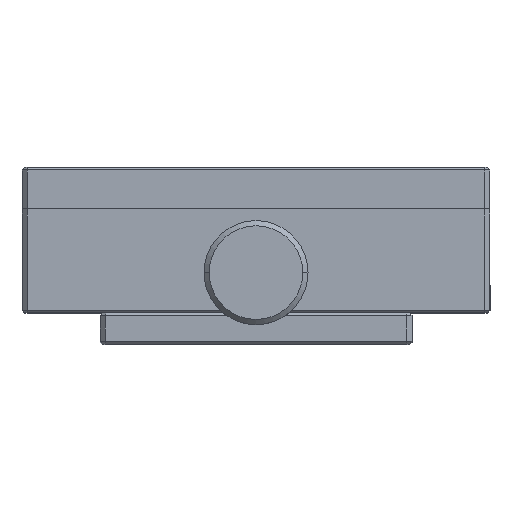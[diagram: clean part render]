
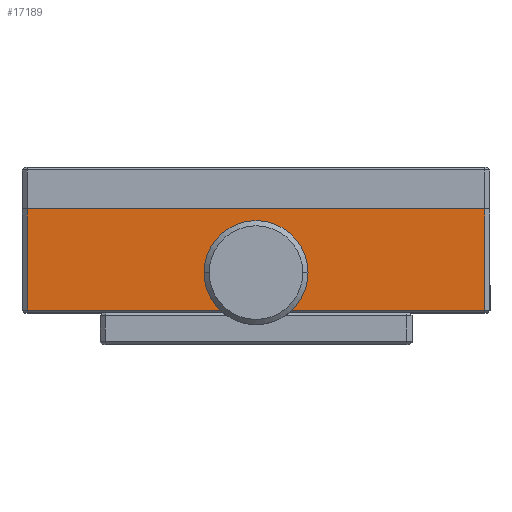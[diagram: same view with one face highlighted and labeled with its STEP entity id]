
A CAD part, top view. The second image highlights one B-rep face of the part: STEP entity #17189.
In plain terms, the highlighted planar face has unit normal (0, 0, 1).
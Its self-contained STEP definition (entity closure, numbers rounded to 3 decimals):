
#975 = DIRECTION ( 'NONE',  ( -1., 0., 0. ) ) ;
#1081 = VERTEX_POINT ( 'NONE', #9789 ) ;
#1330 = VECTOR ( 'NONE', #14034, 1000. ) ;
#1395 = CARTESIAN_POINT ( 'NONE',  ( -6.273, 12.244, 80. ) ) ;
#1674 = LINE ( 'NONE', #11782, #1330 ) ;
#2048 = VECTOR ( 'NONE', #5949, 1000. ) ;
#2172 = ORIENTED_EDGE ( 'NONE', *, *, #16216, .T. ) ;
#2491 = EDGE_CURVE ( 'NONE', #4286, #7869, #6055, .T. ) ;
#2606 = AXIS2_PLACEMENT_3D ( 'NONE', #12797, #5011, #975 ) ;
#2948 = ORIENTED_EDGE ( 'NONE', *, *, #6464, .F. ) ;
#3689 = EDGE_CURVE ( 'NONE', #12897, #1081, #5666, .T. ) ;
#3836 = EDGE_CURVE ( 'NONE', #8559, #4397, #15408, .T. ) ;
#4286 = VERTEX_POINT ( 'NONE', #15925 ) ;
#4397 = VERTEX_POINT ( 'NONE', #7130 ) ;
#4626 = AXIS2_PLACEMENT_3D ( 'NONE', #5247, #7567, #17589 ) ;
#4788 = ORIENTED_EDGE ( 'NONE', *, *, #3836, .F. ) ;
#5011 = DIRECTION ( 'NONE',  ( 0., 0., 1. ) ) ;
#5247 = CARTESIAN_POINT ( 'NONE',  ( 37.727, 24.544, 80. ) ) ;
#5511 = CIRCLE ( 'NONE', #16605, 4.5 ) ;
#5666 = LINE ( 'NONE', #11168, #2048 ) ;
#5902 = EDGE_LOOP ( 'NONE', ( #14163, #11466, #4788, #2172 ) ) ;
#5909 = EDGE_LOOP ( 'NONE', ( #2948, #12303 ) ) ;
#5949 = DIRECTION ( 'NONE',  ( 0., -1., 0. ) ) ;
#6055 = CIRCLE ( 'NONE', #2606, 4.5 ) ;
#6464 = EDGE_CURVE ( 'NONE', #7869, #4286, #5511, .T. ) ;
#7130 = CARTESIAN_POINT ( 'NONE',  ( -50.273, 24.544, 80. ) ) ;
#7567 = DIRECTION ( 'NONE',  ( 0., 0., -1. ) ) ;
#7869 = VERTEX_POINT ( 'NONE', #15518 ) ;
#8437 = PLANE ( 'NONE',  #4626 ) ;
#8539 = CARTESIAN_POINT ( 'NONE',  ( -6.273, 24.544, 80. ) ) ;
#8559 = VERTEX_POINT ( 'NONE', #14810 ) ;
#8683 = VECTOR ( 'NONE', #12576, 1000. ) ;
#9789 = CARTESIAN_POINT ( 'NONE',  ( 37.727, 5.044, 80. ) ) ;
#10281 = CARTESIAN_POINT ( 'NONE',  ( -50.273, 14.794, 80. ) ) ;
#11153 = LINE ( 'NONE', #8539, #13087 ) ;
#11168 = CARTESIAN_POINT ( 'NONE',  ( 37.727, 14.794, 80. ) ) ;
#11466 = ORIENTED_EDGE ( 'NONE', *, *, #14387, .F. ) ;
#11782 = CARTESIAN_POINT ( 'NONE',  ( -6.273, 5.044, 80. ) ) ;
#12303 = ORIENTED_EDGE ( 'NONE', *, *, #2491, .F. ) ;
#12576 = DIRECTION ( 'NONE',  ( 0., 1., 0. ) ) ;
#12797 = CARTESIAN_POINT ( 'NONE',  ( -6.273, 12.244, 80. ) ) ;
#12897 = VERTEX_POINT ( 'NONE', #17164 ) ;
#13087 = VECTOR ( 'NONE', #17691, 1000. ) ;
#14034 = DIRECTION ( 'NONE',  ( 1., 0., 0. ) ) ;
#14163 = ORIENTED_EDGE ( 'NONE', *, *, #3689, .F. ) ;
#14387 = EDGE_CURVE ( 'NONE', #4397, #12897, #11153, .T. ) ;
#14810 = CARTESIAN_POINT ( 'NONE',  ( -50.273, 5.044, 80. ) ) ;
#15007 = FACE_BOUND ( 'NONE', #5909, .T. ) ;
#15408 = LINE ( 'NONE', #10281, #8683 ) ;
#15518 = CARTESIAN_POINT ( 'NONE',  ( -10.773, 12.244, 80. ) ) ;
#15925 = CARTESIAN_POINT ( 'NONE',  ( -1.773, 12.244, 80. ) ) ;
#16216 = EDGE_CURVE ( 'NONE', #8559, #1081, #1674, .T. ) ;
#16605 = AXIS2_PLACEMENT_3D ( 'NONE', #1395, #17481, #16608 ) ;
#16608 = DIRECTION ( 'NONE',  ( -1., 0., 0. ) ) ;
#17025 = FACE_OUTER_BOUND ( 'NONE', #5902, .T. ) ;
#17164 = CARTESIAN_POINT ( 'NONE',  ( 37.727, 24.544, 80. ) ) ;
#17189 = ADVANCED_FACE ( 'NONE', ( #15007, #17025 ), #8437, .F. ) ;
#17481 = DIRECTION ( 'NONE',  ( 0., 0., 1. ) ) ;
#17589 = DIRECTION ( 'NONE',  ( 0., -1., 0. ) ) ;
#17691 = DIRECTION ( 'NONE',  ( 1., 0., 0. ) ) ;
